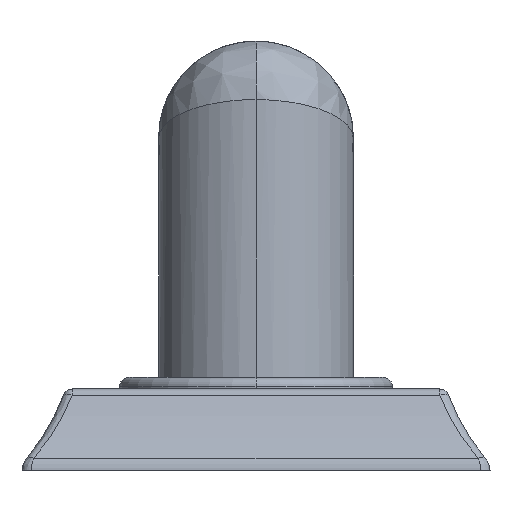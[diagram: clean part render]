
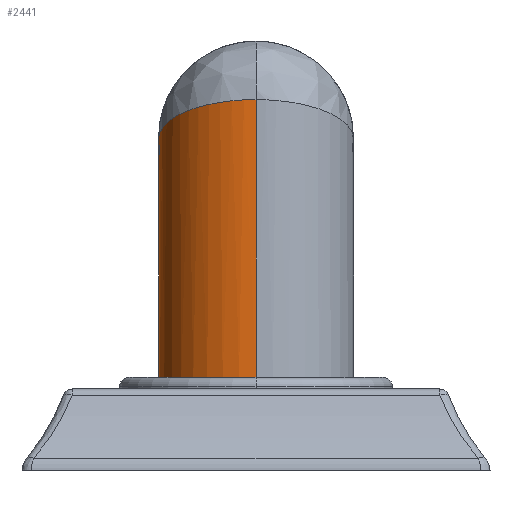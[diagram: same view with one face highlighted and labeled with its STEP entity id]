
A CAD part, left-side view. The second image highlights one B-rep face of the part: STEP entity #2441.
In plain terms, the highlighted cylindrical face has radius 15.875 mm (diameter 31.75 mm), a partial arc.
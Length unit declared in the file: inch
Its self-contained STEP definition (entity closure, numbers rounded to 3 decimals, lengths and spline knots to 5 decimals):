
#248=CARTESIAN_POINT('',(-21.,0.,0.6));
#249=DIRECTION('',(0.,0.,-1.));
#250=DIRECTION('',(-1.,0.,0.));
#251=AXIS2_PLACEMENT_3D('',#248,#249,#250);
#253=CARTESIAN_POINT('',(-20.375,0.,
1.443));
#254=CARTESIAN_POINT('',(-20.375,0.01135,1.443));
#255=CARTESIAN_POINT('',(-20.37562,0.03418,1.44369));
#256=CARTESIAN_POINT('',(-20.37846,0.06865,1.4468));
#257=CARTESIAN_POINT('',(-20.38326,0.10333,1.45209));
#258=CARTESIAN_POINT('',(-20.39012,0.13819,1.45962));
#259=CARTESIAN_POINT('',(-20.3991,0.17318,1.4695));
#260=CARTESIAN_POINT('',(-20.41036,0.20836,1.48187));
#261=CARTESIAN_POINT('',(-20.42404,0.24369,1.4969));
#262=CARTESIAN_POINT('',(-20.44031,0.27908,1.51478));
#263=CARTESIAN_POINT('',(-20.45935,0.31446,1.53572));
#264=CARTESIAN_POINT('',(-20.48138,0.34965,1.55994));
#265=CARTESIAN_POINT('',(-20.5066,0.38447,1.58765));
#266=CARTESIAN_POINT('',(-20.53517,0.41862,1.61906));
#267=CARTESIAN_POINT('',(-20.56725,0.45176,1.65432));
#268=CARTESIAN_POINT('',(-20.60295,0.48349,1.69356));
#269=CARTESIAN_POINT('',(-20.64229,0.51333,1.7368));
#270=CARTESIAN_POINT('',(-20.68522,0.54076,1.78399));
#271=CARTESIAN_POINT('',(-20.73157,0.56525,1.83494));
#272=CARTESIAN_POINT('',(-20.78104,0.58623,1.88932));
#273=CARTESIAN_POINT('',(-20.83323,0.60318,1.94668));
#274=CARTESIAN_POINT('',(-20.88757,0.61566,2.00642));
#275=CARTESIAN_POINT('',(-20.94341,0.62329,2.0678));
#276=CARTESIAN_POINT('',(-20.98107,0.625,2.10919));
#277=CARTESIAN_POINT('',(-21.,0.625,2.13));
#279=CARTESIAN_POINT('',(-21.625,0.,2.38));
#280=CARTESIAN_POINT('',(-21.625,0.01418,2.38));
#281=CARTESIAN_POINT('',(-21.62403,0.04256,2.37961));
#282=CARTESIAN_POINT('',(-21.61969,0.08498,2.37787));
#283=CARTESIAN_POINT('',(-21.61244,0.12709,2.37498));
#284=CARTESIAN_POINT('',(-21.60231,0.16871,2.37092));
#285=CARTESIAN_POINT('',(-21.5893,0.20969,2.36573));
#286=CARTESIAN_POINT('',(-21.57343,0.24986,2.35936));
#287=CARTESIAN_POINT('',(-21.55472,0.28903,2.3519));
#288=CARTESIAN_POINT('',(-21.53323,0.327,2.34328));
#289=CARTESIAN_POINT('',(-21.50898,0.3636,2.3336));
#290=CARTESIAN_POINT('',(-21.48205,0.39863,2.32282));
#291=CARTESIAN_POINT('',(-21.45252,0.43188,2.311));
#292=CARTESIAN_POINT('',(-21.42047,0.46314,2.29819));
#293=CARTESIAN_POINT('',(-21.38605,0.49221,2.28441));
#294=CARTESIAN_POINT('',(-21.34936,0.5189,2.26975));
#295=CARTESIAN_POINT('',(-21.3106,0.543,2.25423));
#296=CARTESIAN_POINT('',(-21.26996,0.56432,2.23799));
#297=CARTESIAN_POINT('',(-21.22765,0.58268,2.22105));
#298=CARTESIAN_POINT('',(-21.1839,0.59793,2.20358));
#299=CARTESIAN_POINT('',(-21.13899,0.60994,2.18559));
#300=CARTESIAN_POINT('',(-21.09319,0.6186,2.16728));
#301=CARTESIAN_POINT('',(-21.04679,0.62383,2.14872));
#302=CARTESIAN_POINT('',(-21.01559,0.625,2.13629));
#303=CARTESIAN_POINT('',(-21.,0.625,2.13));
#305=DIRECTION('',(0.,0.,-1.));
#306=VECTOR('',#305,1.78);
#307=CARTESIAN_POINT('',(-21.625,0.,2.38));
#308=LINE('',#307,#306);
#765=DIRECTION('',(0.,0.,-1.));
#766=VECTOR('',#765,0.843);
#767=CARTESIAN_POINT('',(-20.375,0.,
1.443));
#768=LINE('',#767,#766);
#1943=CARTESIAN_POINT('',(-21.625,0.,2.38));
#1945=VERTEX_POINT('',#1943);
#1951=VERTEX_POINT('',#253);
#1952=VERTEX_POINT('',#277);
#2011=CARTESIAN_POINT('',(-20.375,0.,0.6));
#2012=CARTESIAN_POINT('',(-21.625,0.,0.6));
#2013=VERTEX_POINT('',#2011);
#2014=VERTEX_POINT('',#2012);
#2425=CARTESIAN_POINT('',(-21.,0.,2.13));
#2426=DIRECTION('',(0.,0.,-1.));
#2427=DIRECTION('',(1.,0.,0.));
#2428=AXIS2_PLACEMENT_3D('',#2425,#2426,#2427);
#2429=CYLINDRICAL_SURFACE('',#2428,0.625);
#2431=ORIENTED_EDGE('',*,*,#2430,.T.);
#2433=ORIENTED_EDGE('',*,*,#2432,.F.);
#2434=ORIENTED_EDGE('',*,*,#2417,.T.);
#2436=ORIENTED_EDGE('',*,*,#2435,.F.);
#2438=ORIENTED_EDGE('',*,*,#2437,.T.);
#2439=EDGE_LOOP('',(#2431,#2433,#2434,#2436,#2438));
#2440=FACE_OUTER_BOUND('',#2439,.F.);
#2441=ADVANCED_FACE('',(#2440),#2429,.T.);
#252=CIRCLE('',#251,0.625);
#278=B_SPLINE_CURVE_WITH_KNOTS('',3,(#253,#254,#255,#256,#257,#258,#259,#260,
#261,#262,#263,#264,#265,#266,#267,#268,#269,#270,#271,#272,#273,#274,#275,#276,
#277),.UNSPECIFIED.,.F.,.F.,(4,1,1,1,1,1,1,1,1,1,1,1,1,1,1,1,1,1,1,1,1,1,4),(
0.,0.04545,0.09091,0.13636,0.18182,
0.22727,0.27273,0.31818,0.36364,
0.40909,0.45455,0.5,0.54545,0.59091,
0.63636,0.68182,0.72727,0.77273,
0.81818,0.86364,0.90909,0.95455,1.),
.UNSPECIFIED.);
#304=B_SPLINE_CURVE_WITH_KNOTS('',3,(#279,#280,#281,#282,#283,#284,#285,#286,
#287,#288,#289,#290,#291,#292,#293,#294,#295,#296,#297,#298,#299,#300,#301,#302,
#303),.UNSPECIFIED.,.F.,.F.,(4,1,1,1,1,1,1,1,1,1,1,1,1,1,1,1,1,1,1,1,1,1,4),(
0.,0.04545,0.09091,0.13636,0.18182,
0.22727,0.27273,0.31818,0.36364,
0.40909,0.45455,0.5,0.54545,0.59091,
0.63636,0.68182,0.72727,0.77273,
0.81818,0.86364,0.90909,0.95455,1.),
.UNSPECIFIED.);
#2417=EDGE_CURVE('',#1951,#1952,#278,.T.);
#2430=EDGE_CURVE('',#2014,#2013,#252,.T.);
#2432=EDGE_CURVE('',#1951,#2013,#768,.T.);
#2435=EDGE_CURVE('',#1945,#1952,#304,.T.);
#2437=EDGE_CURVE('',#1945,#2014,#308,.T.);
